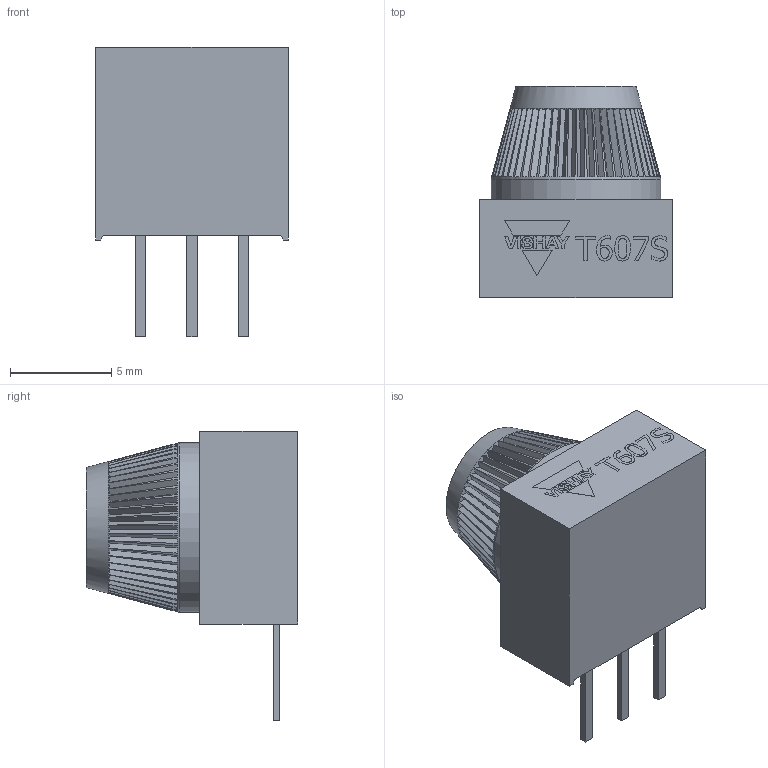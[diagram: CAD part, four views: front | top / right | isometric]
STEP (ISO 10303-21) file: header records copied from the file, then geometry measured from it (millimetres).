
FILE_DESCRIPTION(/* description */ ('Unknown'),/* implementation_level */ '2;1');
FILE_NAME(/* name */ 'T607S',/* time_stamp */ '2018-01-19T16:20:25+01:00',/* author */ ('Unknown'),/* organization */ ('Unknown'),/* preprocessor_version */ 'ST-DEVELOPER v16.7',/* originating_system */ 'DEX',/* authorisation */ $);
FILE_SCHEMA (('AUTOMOTIVE_DESIGN {1 0 10303 214 3 1 1}'));
Length unit declared in the file: millimetre
Products named in the file (1): Gabarit - M63
Bounding box: 9.52 x 10.41 x 14.3 mm (x, y, z)
Volume: 657.4 mm3; surface area: 565.2 mm2
Topology: 1 solids, 3 shells, 368 faces, 864 edges, 575 vertices
Faces by surface type: plane 344, bspline 18, cylinder 5, cone 1
Full cylindrical faces by diameter (mm): 0.5 x2, 8.38 x1
Entity records: 13933 total; most frequent: CARTESIAN_POINT 3431, ORIENTED_EDGE 1708, DIRECTION 1372, EDGE_CURVE 854, VERTEX_POINT 572, AXIS2_PLACEMENT_3D 471, EDGE_LOOP 448, FACE_BOUND 448
